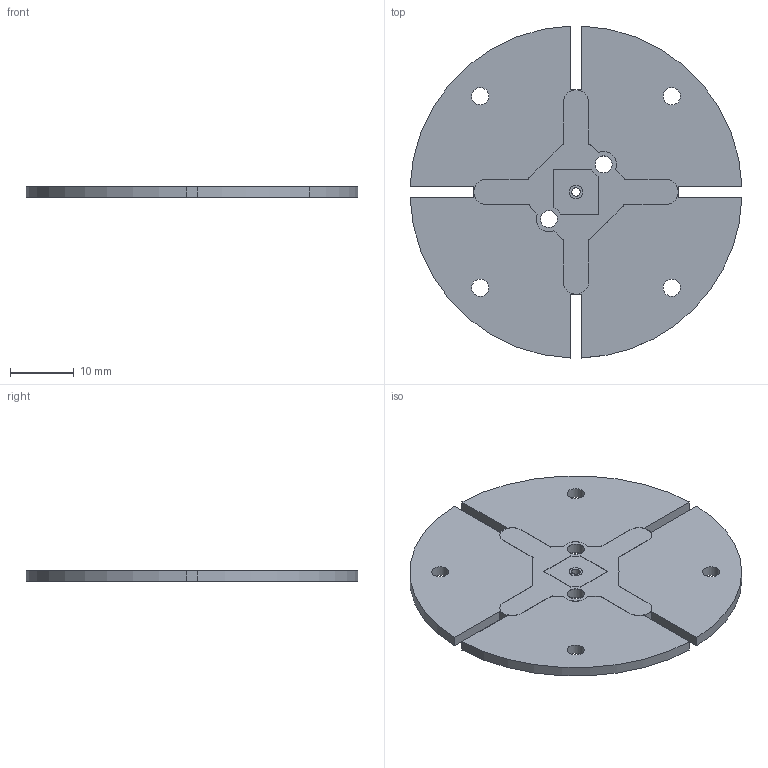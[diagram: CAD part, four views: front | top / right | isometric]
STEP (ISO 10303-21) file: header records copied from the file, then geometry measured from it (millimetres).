
FILE_DESCRIPTION(('FreeCAD Model'),'2;1');
FILE_NAME('quad-slot-hub-traces.step', '2020-10-19T22:54:33',('Author'),(''), 'Open CASCADE STEP processor 7.3','FreeCAD','Unknown');
FILE_SCHEMA(('AUTOMOTIVE_DESIGN { 1 0 10303 214 1 1 1 1 }'));
Length unit declared in the file: millimetre
Products named in the file (1): pcb_combo
Bounding box: 52 x 52 x 1.7 mm (x, y, z)
Volume: 3264.5 mm3; surface area: 5504.2 mm2
Topology: 3 solids, 3 shells, 149 faces, 411 edges, 274 vertices
Faces by surface type: cylinder 77, plane 72
Entity records: 5895 total; most frequent: DIRECTION 865, CARTESIAN_POINT 835, ORIENTED_EDGE 822, EDGE_CURVE 411, AXIS2_PLACEMENT_3D 304, VERTEX_POINT 274, LINE 257, VECTOR 257
